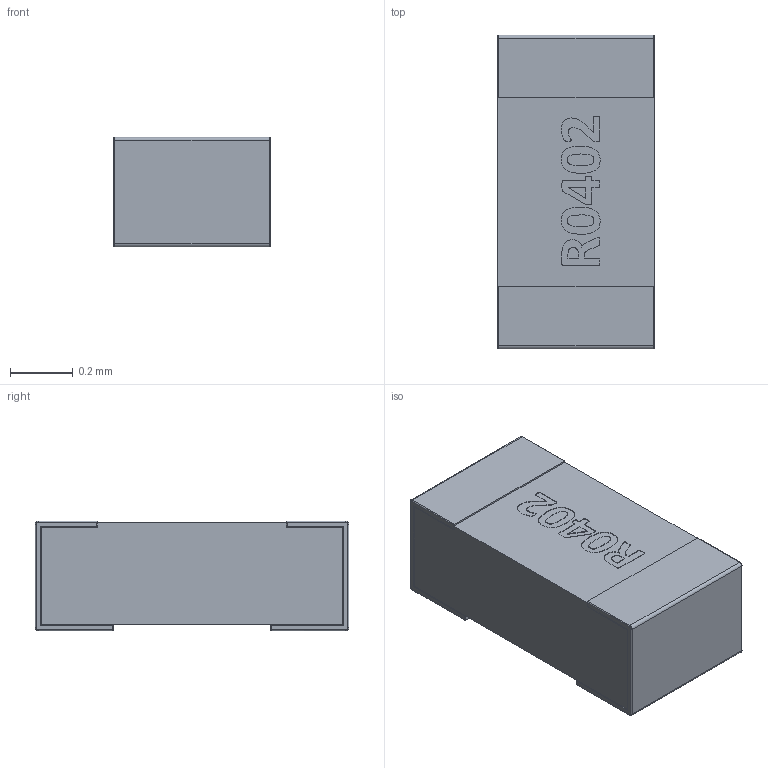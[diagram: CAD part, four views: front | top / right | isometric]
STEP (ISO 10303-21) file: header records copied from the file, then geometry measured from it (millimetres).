
FILE_DESCRIPTION(/* description */ (''),/* implementation_level */ '2;1');
FILE_NAME(/* name */ 'R0402 v2.step',/* time_stamp */ '2023-02-19T15:24:05-05:00',/* author */ (''),/* organization */ (''),/* preprocessor_version */ 'ST-DEVELOPER v19',/* originating_system */ 'Autodesk Translation Framework v11.7.0.108',/* authorisation */ '');
FILE_SCHEMA (('AUTOMOTIVE_DESIGN { 1 0 10303 214 3 1 1 }'));
Length unit declared in the file: millimetre
Products named in the file (1): R0402
Bounding box: 0.5 x 1 x 0.35 mm (x, y, z)
Volume: 0.2 mm3; surface area: 2.1 mm2
Topology: 1 solids, 1 shells, 155 faces, 388 edges, 244 vertices
Faces by surface type: plane 62, bspline 49, cylinder 36, torus 8
Entity records: 7047 total; most frequent: CARTESIAN_POINT 3525, ORIENTED_EDGE 776, DIRECTION 512, EDGE_CURVE 388, VERTEX_POINT 244, LINE 234, VECTOR 234, EDGE_LOOP 164
